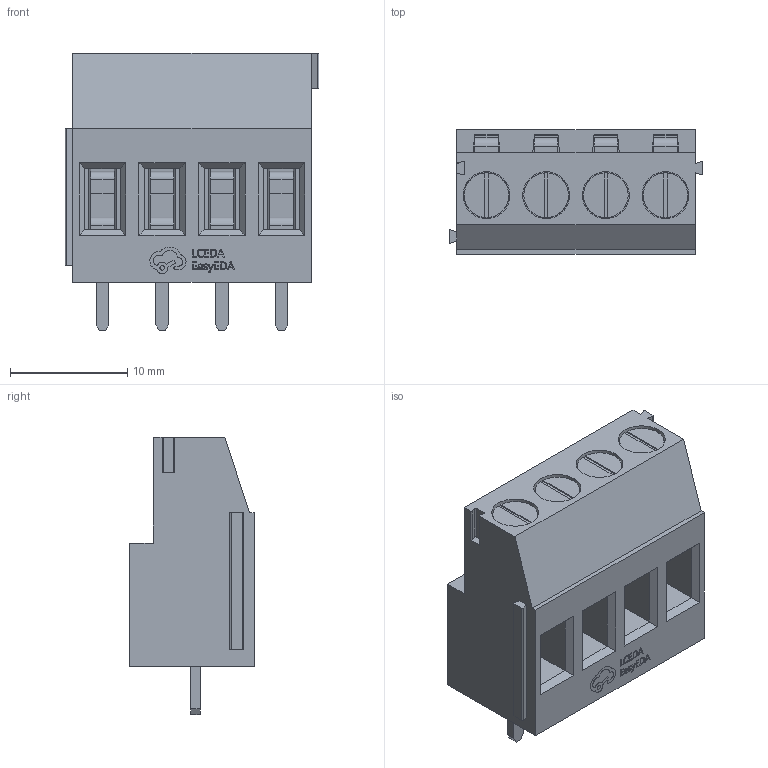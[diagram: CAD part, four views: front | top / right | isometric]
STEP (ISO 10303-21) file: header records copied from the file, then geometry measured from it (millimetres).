
FILE_DESCRIPTION (( 'STEP AP214' ), '1' );
FILE_NAME ('CONN-TH_4P-P5.08_DB129VG-5.08-4P-GN-S.STEP', '2024-03-05T15:36:10', ( '' ), ( '' ), 'SwSTEP 2.0', 'SolidWorks 2020', '' );
FILE_SCHEMA (( 'AUTOMOTIVE_DESIGN' ));
Length unit declared in the file: millimetre
Products named in the file (1): CONN-TH_4P-P5.08_DB129VG-5.08-4P-GN-S
Bounding box: 21.62 x 10.61 x 23.6 mm (x, y, z)
Volume: 2966.1 mm3; surface area: 2886.3 mm2
Topology: 1 solids, 1 shells, 471 faces, 1275 edges, 842 vertices
Faces by surface type: plane 329, bspline 98, cylinder 44
Entity records: 20404 total; most frequent: CARTESIAN_POINT 3895, ORIENTED_EDGE 2550, DIRECTION 1927, EDGE_CURVE 1275, VECTOR 971, LINE 971, VERTEX_POINT 842, EDGE_LOOP 515
